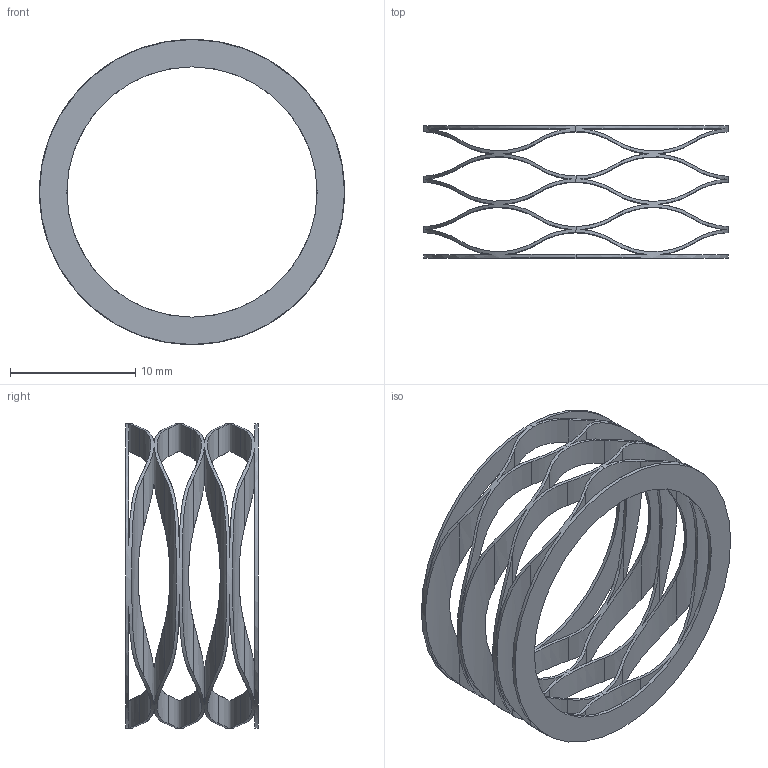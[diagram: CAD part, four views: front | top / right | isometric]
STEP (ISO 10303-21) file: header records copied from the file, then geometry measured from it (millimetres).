
FILE_DESCRIPTION (( 'STEP AP203' ), '1' );
FILE_NAME ('1561T45.step', '2013-10-03T13:24:48', ( '' ), ( '' ), 'SwSTEP 2.0', 'SolidWorks 2010', '' );
FILE_SCHEMA (( 'CONFIG_CONTROL_DESIGN' ));
Length unit declared in the file: inch
Products named in the file (1): 1561T45
Bounding box: 24.38 x 10.59 x 24.38 mm (x, y, z)
Volume: 274 mm3; surface area: 2386.4 mm2
Topology: 1 solids, 1 shells, 122 faces, 414 edges, 276 vertices
Faces by surface type: cylinder 114, plane 8
Entity records: 6451 total; most frequent: CARTESIAN_POINT 3161, ORIENTED_EDGE 828, DIRECTION 436, EDGE_CURVE 414, VERTEX_POINT 276, B_SPLINE_CURVE_WITH_KNOTS 250, EDGE_LOOP 154, AXIS2_PLACEMENT_3D 149
